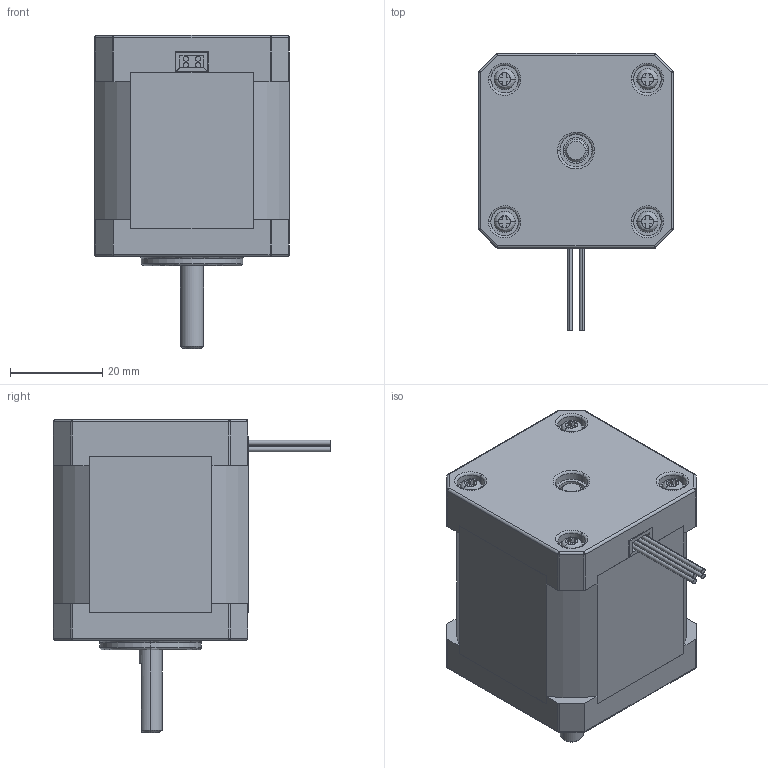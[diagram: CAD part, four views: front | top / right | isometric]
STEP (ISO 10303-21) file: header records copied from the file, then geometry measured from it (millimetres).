
FILE_DESCRIPTION (( 'STEP AP214' ), '1' );
FILE_NAME ('17HM19-1684S.STEP', '2018-03-05T08:45:31', ( '' ), ( '' ), 'SwSTEP 2.0', 'SolidWorks 2014', '' );
FILE_SCHEMA (( 'AUTOMOTIVE_DESIGN' ));
Length unit declared in the file: millimetre
Products named in the file (1): 17HM19-1684S
Bounding box: 42.32 x 60.31 x 68 mm (x, y, z)
Volume: 82976.2 mm3; surface area: 12356.3 mm2
Topology: 1 solids, 1 shells, 278 faces, 690 edges, 423 vertices
Faces by surface type: plane 144, cylinder 82, bspline 39, cone 13
Entity records: 12376 total; most frequent: CARTESIAN_POINT 3002, ORIENTED_EDGE 1348, DIRECTION 1250, EDGE_CURVE 674, AXIS2_PLACEMENT_3D 437, VERTEX_POINT 423, VECTOR 376, LINE 376
